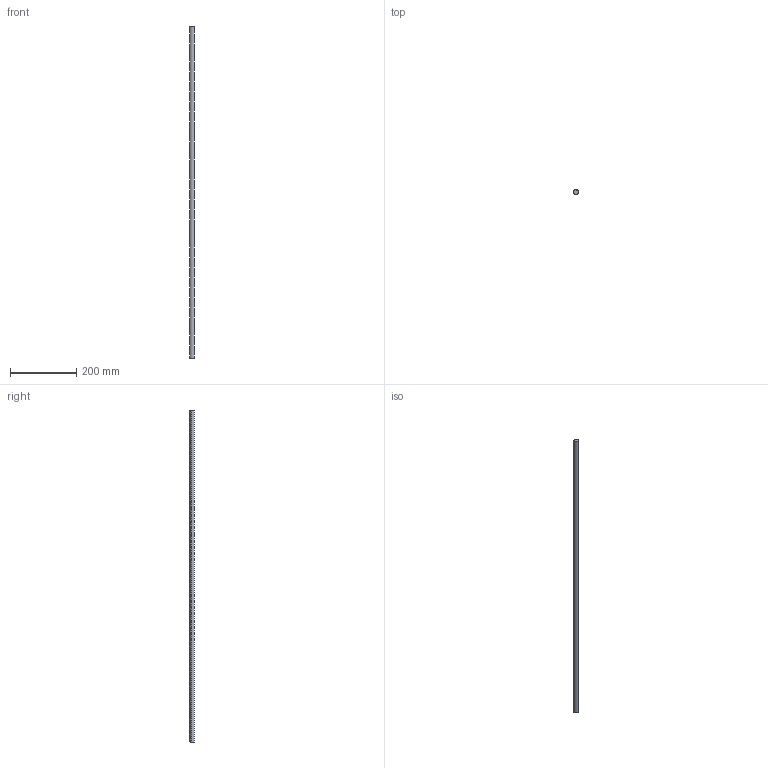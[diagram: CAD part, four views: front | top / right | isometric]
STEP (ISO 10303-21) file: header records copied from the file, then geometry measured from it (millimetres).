
FILE_DESCRIPTION (( 'STEP AP214' ), '1' );
FILE_NAME ('141-616-100.STEP', '2024-11-04T09:21:16', ( '' ), ( '' ), 'SwSTEP 2.0', 'SolidWorks 2021', '' );
FILE_SCHEMA (( 'AUTOMOTIVE_DESIGN' ));
Length unit declared in the file: millimetre
Products named in the file (1): 141-616-100
Bounding box: 15 x 14.8 x 999.6 mm (x, y, z)
Volume: 161225 mm3; surface area: 55900.1 mm2
Topology: 1 solids, 1 shells, 1606 faces, 4812 edges, 3208 vertices
Faces by surface type: plane 1603, cylinder 3
Entity records: 53796 total; most frequent: CARTESIAN_POINT 12027, ORIENTED_EDGE 9624, DIRECTION 8032, EDGE_CURVE 4812, VERTEX_POINT 3208, LINE 3206, VECTOR 3206, AXIS2_PLACEMENT_3D 2413
